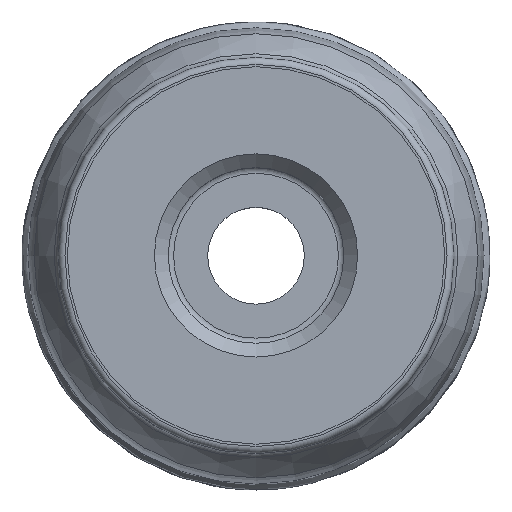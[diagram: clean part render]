
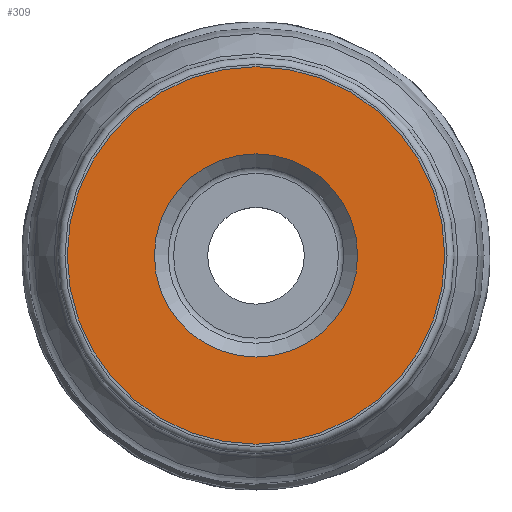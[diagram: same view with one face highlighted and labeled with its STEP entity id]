
A CAD part, top view. The second image highlights one B-rep face of the part: STEP entity #309.
In plain terms, the highlighted planar face has unit normal (0, 0, 1).
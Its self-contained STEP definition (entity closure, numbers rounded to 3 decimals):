
#113=PLANE('',#538);
#162=EDGE_LOOP('',(#214));
#163=EDGE_LOOP('',(#215));
#214=ORIENTED_EDGE('',*,*,#243,.T.);
#215=ORIENTED_EDGE('',*,*,#242,.F.);
#242=EDGE_CURVE('',#391,#391,#268,.T.);
#243=EDGE_CURVE('',#392,#392,#269,.T.);
#268=CIRCLE('',#533,11.03);
#269=CIRCLE('',#536,20.5);
#309=ADVANCED_FACE('SU_1',(#361,#362),#113,.F.);
#361=FACE_BOUND('',#162,.T.);
#362=FACE_BOUND('',#163,.T.);
#391=VERTEX_POINT('',#5626);
#392=VERTEX_POINT('',#5630);
#533=AXIS2_PLACEMENT_3D('',#5625,#649,#650);
#536=AXIS2_PLACEMENT_3D('',#5629,#655,#656);
#538=AXIS2_PLACEMENT_3D('',#5632,#659,#660);
#649=DIRECTION('',(0.,0.,1.));
#650=DIRECTION('',(1.,0.,0.));
#655=DIRECTION('',(0.,0.,1.));
#656=DIRECTION('',(1.,0.,0.));
#659=DIRECTION('',(0.,0.,-1.));
#660=DIRECTION('',(-1.,0.,0.));
#5625=CARTESIAN_POINT('',(0.,0.,0.));
#5626=CARTESIAN_POINT('',(11.03,0.,0.));
#5629=CARTESIAN_POINT('',(0.,0.,0.));
#5630=CARTESIAN_POINT('',(20.5,0.,0.));
#5632=CARTESIAN_POINT('',(0.,0.,0.));
